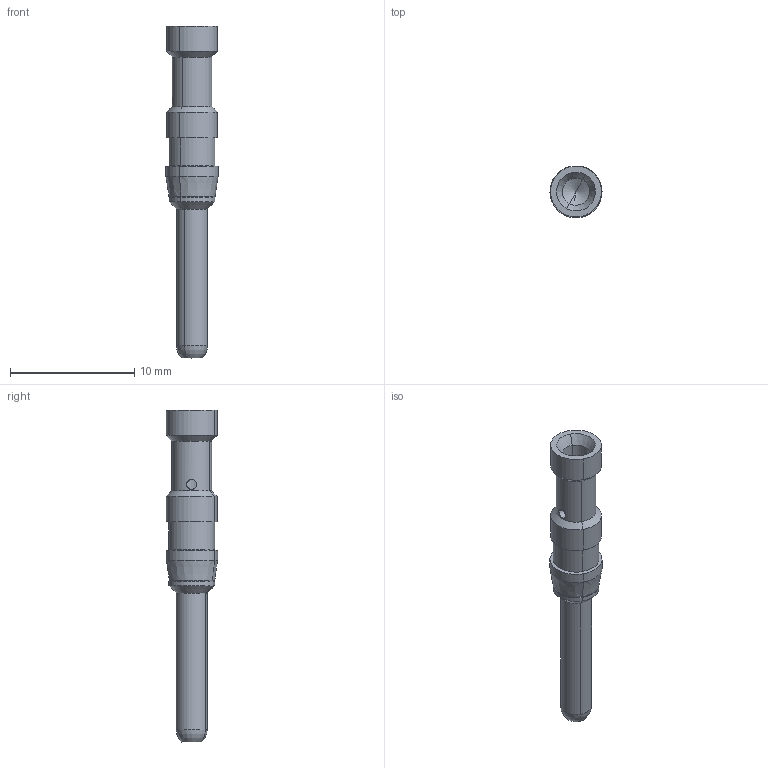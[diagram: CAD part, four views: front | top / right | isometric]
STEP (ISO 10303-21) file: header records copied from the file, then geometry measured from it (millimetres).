
FILE_DESCRIPTION(('CATIA V5 STEP Exchange','CAx-IF Rec.Pracs.--- Model Styling and Organization---1.2---2011-12-15'),'2;1');
FILE_NAME ('018584-3_1', '2018-08-16T13:24:48+00:00', ('none'), ('Weidmueller'), 'CATIA Version 5-6 Release 2014', 'CATIA V5 STEP AP214', 'none');
FILE_SCHEMA(('AUTOMOTIVE_DESIGN { 1 0 10303 214 1 1 1 1 }'));
Length unit declared in the file: millimetre
Products named in the file (1): 1682380000 
Bounding box: 4.2 x 4.15 x 26.75 mm (x, y, z)
Volume: 184.1 mm3; surface area: 361.6 mm2
Topology: 1 solids, 1 shells, 48 faces, 105 edges, 61 vertices
Faces by surface type: cylinder 22, cone 13, plane 8, torus 3, revolution 2
Entity records: 1219 total; most frequent: CARTESIAN_POINT 258, ORIENTED_EDGE 206, DIRECTION 149, EDGE_CURVE 103, AXIS2_PLACEMENT_3D 81, VERTEX_POINT 61, EDGE_LOOP 54, CIRCLE 53
